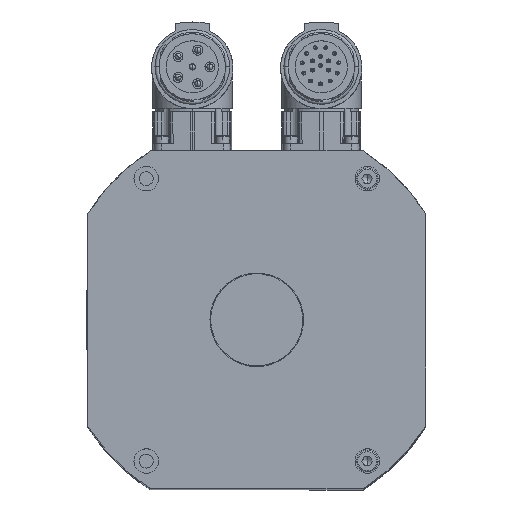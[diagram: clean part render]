
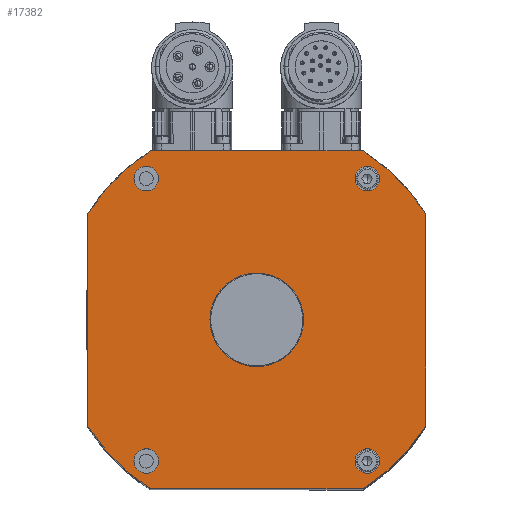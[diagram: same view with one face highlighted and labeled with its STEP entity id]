
A CAD part, top view. The second image highlights one B-rep face of the part: STEP entity #17382.
In plain terms, the highlighted face is planar.
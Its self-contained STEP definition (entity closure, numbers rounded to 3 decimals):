
#15140=CARTESIAN_POINT('',(-40.,-46.,233.));
#15141=VERTEX_POINT('',#15140);
#15157=CARTESIAN_POINT('',(-32.,-46.,233.));
#15158=VERTEX_POINT('',#15157);
#15165=CARTESIAN_POINT('',(-36.,-46.,233.));
#15166=DIRECTION('',(0.0,0.0,-1.0));
#15167=DIRECTION('',(-1.0,0.0,0.0));
#15168=AXIS2_PLACEMENT_3D('',#15165,#15166,#15167);
#15169=CIRCLE('',#15168,4.0);
#15170=EDGE_CURVE('',#15141,#15158,#15169,.T.);
#15266=CARTESIAN_POINT('',(-40.,46.,233.));
#15267=VERTEX_POINT('',#15266);
#15283=CARTESIAN_POINT('',(-32.,46.,233.));
#15284=VERTEX_POINT('',#15283);
#15291=CARTESIAN_POINT('',(-36.,46.,233.));
#15292=DIRECTION('',(0.0,0.0,-1.0));
#15293=DIRECTION('',(-1.0,0.0,0.0));
#15294=AXIS2_PLACEMENT_3D('',#15291,#15292,#15293);
#15295=CIRCLE('',#15294,4.0);
#15296=EDGE_CURVE('',#15267,#15284,#15295,.T.);
#15329=CARTESIAN_POINT('',(32.,46.,233.));
#15330=VERTEX_POINT('',#15329);
#15346=CARTESIAN_POINT('',(40.,46.,233.));
#15347=VERTEX_POINT('',#15346);
#15354=CARTESIAN_POINT('',(36.,46.,233.));
#15355=DIRECTION('',(0.0,0.0,-1.0));
#15356=DIRECTION('',(-1.0,0.0,0.0));
#15357=AXIS2_PLACEMENT_3D('',#15354,#15355,#15356);
#15358=CIRCLE('',#15357,4.0);
#15359=EDGE_CURVE('',#15330,#15347,#15358,.T.);
#15392=CARTESIAN_POINT('',(32.,-46.,233.));
#15393=VERTEX_POINT('',#15392);
#15409=CARTESIAN_POINT('',(40.,-46.,233.));
#15410=VERTEX_POINT('',#15409);
#15417=CARTESIAN_POINT('',(36.,-46.,233.));
#15418=DIRECTION('',(0.0,0.0,-1.0));
#15419=DIRECTION('',(-1.0,0.0,0.0));
#15420=AXIS2_PLACEMENT_3D('',#15417,#15418,#15419);
#15421=CIRCLE('',#15420,4.0);
#15422=EDGE_CURVE('',#15393,#15410,#15421,.T.);
#15434=CARTESIAN_POINT('',(15.25,0.,233.));
#15435=VERTEX_POINT('',#15434);
#15451=CARTESIAN_POINT('',(-15.25,0.,233.));
#15452=VERTEX_POINT('',#15451);
#15459=CARTESIAN_POINT('',(0.,0.,233.));
#15460=DIRECTION('',(0.0,0.0,-1.0));
#15461=DIRECTION('',(1.0,0.0,0.0));
#15462=AXIS2_PLACEMENT_3D('',#15459,#15460,#15461);
#15463=CIRCLE('',#15462,15.25);
#15464=EDGE_CURVE('',#15435,#15452,#15463,.T.);
#16583=CARTESIAN_POINT('',(0.,0.,233.));
#16584=DIRECTION('',(0.0,0.0,-1.0));
#16585=DIRECTION('',(1.0,0.0,0.0));
#16586=AXIS2_PLACEMENT_3D('',#16583,#16584,#16585);
#16587=CIRCLE('',#16586,15.25);
#16588=EDGE_CURVE('',#15452,#15435,#16587,.T.);
#16622=CARTESIAN_POINT('',(36.,-46.,233.));
#16623=DIRECTION('',(0.0,0.0,-1.0));
#16624=DIRECTION('',(-1.0,0.0,0.0));
#16625=AXIS2_PLACEMENT_3D('',#16622,#16623,#16624);
#16626=CIRCLE('',#16625,4.0);
#16627=EDGE_CURVE('',#15410,#15393,#16626,.T.);
#16661=CARTESIAN_POINT('',(36.,46.,233.));
#16662=DIRECTION('',(0.0,0.0,-1.0));
#16663=DIRECTION('',(-1.0,0.0,0.0));
#16664=AXIS2_PLACEMENT_3D('',#16661,#16662,#16663);
#16665=CIRCLE('',#16664,4.0);
#16666=EDGE_CURVE('',#15347,#15330,#16665,.T.);
#16726=CARTESIAN_POINT('',(-36.,46.,233.));
#16727=DIRECTION('',(0.0,0.0,-1.0));
#16728=DIRECTION('',(-1.0,0.0,0.0));
#16729=AXIS2_PLACEMENT_3D('',#16726,#16727,#16728);
#16730=CIRCLE('',#16729,4.0);
#16731=EDGE_CURVE('',#15284,#15267,#16730,.T.);
#16830=CARTESIAN_POINT('',(-36.,-46.,233.));
#16831=DIRECTION('',(0.0,0.0,-1.0));
#16832=DIRECTION('',(-1.0,0.0,0.0));
#16833=AXIS2_PLACEMENT_3D('',#16830,#16831,#16832);
#16834=CIRCLE('',#16833,4.0);
#16835=EDGE_CURVE('',#15158,#15141,#16834,.T.);
#16924=CARTESIAN_POINT('',(55.,34.641,233.));
#16925=VERTEX_POINT('',#16924);
#16932=CARTESIAN_POINT('',(55.,-34.641,233.));
#16933=VERTEX_POINT('',#16932);
#16934=CARTESIAN_POINT('',(55.,-34.641,233.));
#16935=DIRECTION('',(0.0,1.0,0.0));
#16936=VECTOR('',#16935,69.282);
#16937=LINE('',#16934,#16936);
#16938=EDGE_CURVE('',#16933,#16925,#16937,.T.);
#16987=CARTESIAN_POINT('',(34.641,55.,233.));
#16988=VERTEX_POINT('',#16987);
#16995=CARTESIAN_POINT('',(0.,0.,233.));
#16996=DIRECTION('',(0.,0.,1.));
#16997=DIRECTION('',(-0.533,-0.846,0.));
#16998=AXIS2_PLACEMENT_3D('',#16995,#16996,#16997);
#16999=CIRCLE('',#16998,65.);
#17000=EDGE_CURVE('',#16925,#16988,#16999,.T.);
#17019=CARTESIAN_POINT('',(-34.641,55.,233.));
#17020=VERTEX_POINT('',#17019);
#17027=CARTESIAN_POINT('',(34.641,55.,233.));
#17028=DIRECTION('',(-1.0,0.0,0.0));
#17029=VECTOR('',#17028,69.282);
#17030=LINE('',#17027,#17029);
#17031=EDGE_CURVE('',#16988,#17020,#17030,.T.);
#17083=CARTESIAN_POINT('',(-55.,34.641,233.));
#17084=VERTEX_POINT('',#17083);
#17091=CARTESIAN_POINT('',(0.,0.,233.));
#17092=DIRECTION('',(0.,0.,1.0));
#17093=DIRECTION('',(0.846,-0.533,0.));
#17094=AXIS2_PLACEMENT_3D('',#17091,#17092,#17093);
#17095=CIRCLE('',#17094,65.0);
#17096=EDGE_CURVE('',#17020,#17084,#17095,.T.);
#17143=CARTESIAN_POINT('',(-55.,-34.641,233.));
#17144=VERTEX_POINT('',#17143);
#17151=CARTESIAN_POINT('',(-55.,34.641,233.));
#17152=DIRECTION('',(0.0,-1.0,0.0));
#17153=VECTOR('',#17152,69.282);
#17154=LINE('',#17151,#17153);
#17155=EDGE_CURVE('',#17084,#17144,#17154,.T.);
#17199=CARTESIAN_POINT('',(-34.641,-55.,233.));
#17200=VERTEX_POINT('',#17199);
#17207=CARTESIAN_POINT('',(0.,0.,233.));
#17208=DIRECTION('',(0.,0.,1.));
#17209=DIRECTION('',(0.533,0.846,0.));
#17210=AXIS2_PLACEMENT_3D('',#17207,#17208,#17209);
#17211=CIRCLE('',#17210,65.0);
#17212=EDGE_CURVE('',#17144,#17200,#17211,.T.);
#17231=CARTESIAN_POINT('',(34.641,-55.,233.));
#17232=VERTEX_POINT('',#17231);
#17239=CARTESIAN_POINT('',(-34.641,-55.,233.));
#17240=DIRECTION('',(1.0,0.0,0.0));
#17241=VECTOR('',#17240,69.282);
#17242=LINE('',#17239,#17241);
#17243=EDGE_CURVE('',#17200,#17232,#17242,.T.);
#17286=CARTESIAN_POINT('',(0.,0.,233.));
#17287=DIRECTION('',(0.,0.,1.0));
#17288=DIRECTION('',(-0.846,0.533,0.));
#17289=AXIS2_PLACEMENT_3D('',#17286,#17287,#17288);
#17290=CIRCLE('',#17289,65.);
#17291=EDGE_CURVE('',#17232,#16933,#17290,.T.);
#17347=CARTESIAN_POINT('',(0.,0.,233.));
#17348=DIRECTION('',(0.0,0.0,-1.0));
#17349=DIRECTION('',(1.0,0.0,0.0));
#17350=AXIS2_PLACEMENT_3D('',#17347,#17348,#17349);
#17351=PLANE('',#17350);
#17352=ORIENTED_EDGE('',*,*,#17291,.T.);
#17353=ORIENTED_EDGE('',*,*,#16938,.T.);
#17354=ORIENTED_EDGE('',*,*,#17000,.T.);
#17355=ORIENTED_EDGE('',*,*,#17031,.T.);
#17356=ORIENTED_EDGE('',*,*,#17096,.T.);
#17357=ORIENTED_EDGE('',*,*,#17155,.T.);
#17358=ORIENTED_EDGE('',*,*,#17212,.T.);
#17359=ORIENTED_EDGE('',*,*,#17243,.T.);
#17360=EDGE_LOOP('',(#17352,#17353,#17354,#17355,#17356,#17357,#17358,#17359));
#17361=FACE_OUTER_BOUND('',#17360,.T.);
#17362=ORIENTED_EDGE('',*,*,#16588,.T.);
#17363=ORIENTED_EDGE('',*,*,#15464,.T.);
#17364=EDGE_LOOP('',(#17362,#17363));
#17365=FACE_BOUND('',#17364,.T.);
#17366=ORIENTED_EDGE('',*,*,#15422,.T.);
#17367=ORIENTED_EDGE('',*,*,#16627,.T.);
#17368=EDGE_LOOP('',(#17366,#17367));
#17369=FACE_BOUND('',#17368,.T.);
#17370=ORIENTED_EDGE('',*,*,#15359,.T.);
#17371=ORIENTED_EDGE('',*,*,#16666,.T.);
#17372=EDGE_LOOP('',(#17370,#17371));
#17373=FACE_BOUND('',#17372,.T.);
#17374=ORIENTED_EDGE('',*,*,#15296,.T.);
#17375=ORIENTED_EDGE('',*,*,#16731,.T.);
#17376=EDGE_LOOP('',(#17374,#17375));
#17377=FACE_BOUND('',#17376,.T.);
#17378=ORIENTED_EDGE('',*,*,#15170,.T.);
#17379=ORIENTED_EDGE('',*,*,#16835,.T.);
#17380=EDGE_LOOP('',(#17378,#17379));
#17381=FACE_BOUND('',#17380,.T.);
#17382=ADVANCED_FACE('',(#17361,#17365,#17369,#17373,#17377,#17381),#17351,.F.);
